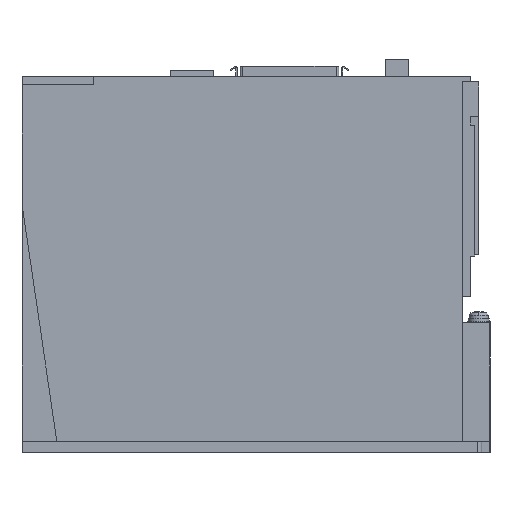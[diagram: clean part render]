
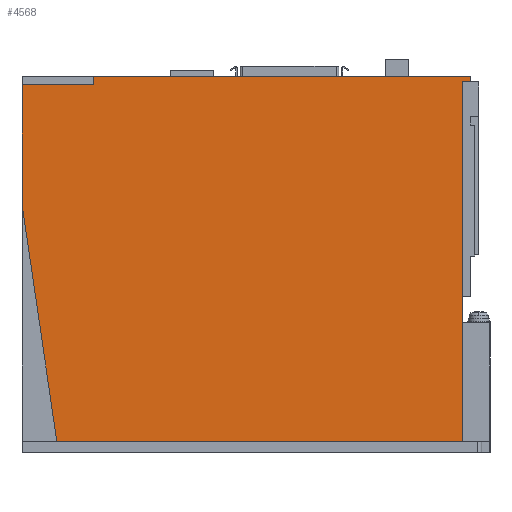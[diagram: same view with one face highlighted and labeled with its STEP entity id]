
A CAD part, left-side view. The second image highlights one B-rep face of the part: STEP entity #4568.
In plain terms, the highlighted planar face has unit normal (-1, 0, 0).
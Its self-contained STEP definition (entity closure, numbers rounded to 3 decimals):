
#812 = DIRECTION ( 'NONE',  ( 0., 0., -1. ) ) ;
#1616 = VECTOR ( 'NONE', #812, 1000. ) ;
#2071 = CARTESIAN_POINT ( 'NONE',  ( -20., -77., 131. ) ) ;
#2072 = DIRECTION ( 'NONE',  ( 0., 0., 1. ) ) ;
#2073 = DIRECTION ( 'NONE',  ( -1., 0., 0. ) ) ;
#2074 = CARTESIAN_POINT ( 'NONE',  ( -20., 84., 0. ) ) ;
#2075 = AXIS2_PLACEMENT_3D ( 'NONE', #2074, #2073, #2072 ) ;
#2076 = PLANE ( 'NONE',  #2075 ) ;
#2077 = FACE_OUTER_BOUND ( 'NONE', #4463, .T. ) ;
#2090 = CARTESIAN_POINT ( 'NONE',  ( -20., -77., 129. ) ) ;
#2172 = CARTESIAN_POINT ( 'NONE',  ( -20., 58.5, 131. ) ) ;
#2173 = LINE ( 'NONE', #2172, #1616 ) ;
#2175 = CARTESIAN_POINT ( 'NONE',  ( -20., 58.5, 128. ) ) ;
#2182 = DIRECTION ( 'NONE',  ( 0., -1., 0. ) ) ;
#2183 = VECTOR ( 'NONE', #2182, 1000. ) ;
#2184 = CARTESIAN_POINT ( 'NONE',  ( -20., 0., 131. ) ) ;
#2185 = LINE ( 'NONE', #2184, #2183 ) ;
#2186 = DIRECTION ( 'NONE',  ( 0., 0., 1. ) ) ;
#2187 = VECTOR ( 'NONE', #2186, 1000. ) ;
#2188 = CARTESIAN_POINT ( 'NONE',  ( -20., 84., 0. ) ) ;
#2189 = LINE ( 'NONE', #2188, #2187 ) ;
#2194 = DIRECTION ( 'NONE',  ( 0., -1., 0. ) ) ;
#2195 = VECTOR ( 'NONE', #2194, 1000. ) ;
#2196 = CARTESIAN_POINT ( 'NONE',  ( -20., 0., 128. ) ) ;
#2197 = LINE ( 'NONE', #2196, #2195 ) ;
#2220 = DIRECTION ( 'NONE',  ( 0., 0., -1. ) ) ;
#2221 = VECTOR ( 'NONE', #2220, 1000. ) ;
#2222 = CARTESIAN_POINT ( 'NONE',  ( -20., -77., 0. ) ) ;
#2223 = LINE ( 'NONE', #2222, #2221 ) ;
#2228 = CARTESIAN_POINT ( 'NONE',  ( -20., 84., 128. ) ) ;
#2229 = CARTESIAN_POINT ( 'NONE',  ( -20., 58.5, 131. ) ) ;
#2688 = DIRECTION ( 'NONE',  ( 0., 1., 0. ) ) ;
#2689 = VECTOR ( 'NONE', #2688, 1000. ) ;
#2690 = CARTESIAN_POINT ( 'NONE',  ( -20., -74., 129. ) ) ;
#2691 = LINE ( 'NONE', #2690, #2689 ) ;
#2696 = DIRECTION ( 'NONE',  ( 0., 0., 1. ) ) ;
#2697 = VECTOR ( 'NONE', #2696, 1000. ) ;
#2698 = CARTESIAN_POINT ( 'NONE',  ( -20., -74., 0. ) ) ;
#2699 = LINE ( 'NONE', #2698, #2697 ) ;
#2741 = CARTESIAN_POINT ( 'NONE',  ( -20., -74., 129. ) ) ;
#4123 = CARTESIAN_POINT ( 'NONE',  ( -20., 84., 85. ) ) ;
#4286 = CARTESIAN_POINT ( 'NONE',  ( -20., 71.5, 0. ) ) ;
#4292 = DIRECTION ( 'NONE',  ( 0., -0.145, -0.989 ) ) ;
#4293 = VECTOR ( 'NONE', #4292, 1000. ) ;
#4294 = CARTESIAN_POINT ( 'NONE',  ( -20., 84., 85. ) ) ;
#4295 = LINE ( 'NONE', #4294, #4293 ) ;
#4459 = VERTEX_POINT ( 'NONE', #2090 ) ;
#4463 = EDGE_LOOP ( 'NONE', ( #4473, #5257, #5177, #5150, #5138, #5092, #5115, #11691, #7113 ) ) ;
#4473 = ORIENTED_EDGE ( 'NONE', *, *, #5268, .F. ) ;
#4568 = ADVANCED_FACE ( 'NONE', ( #2077 ), #2076, .T. ) ;
#4575 = VERTEX_POINT ( 'NONE', #2071 ) ;
#5038 = EDGE_CURVE ( 'NONE', #5220, #5124, #2197, .T. ) ;
#5049 = EDGE_CURVE ( 'NONE', #8488, #5220, #2189, .T. ) ;
#5062 = EDGE_CURVE ( 'NONE', #5217, #4575, #2185, .T. ) ;
#5092 = ORIENTED_EDGE ( 'NONE', *, *, #8694, .T. ) ;
#5115 = ORIENTED_EDGE ( 'NONE', *, *, #11669, .T. ) ;
#5124 = VERTEX_POINT ( 'NONE', #2175 ) ;
#5138 = ORIENTED_EDGE ( 'NONE', *, *, #5049, .F. ) ;
#5150 = ORIENTED_EDGE ( 'NONE', *, *, #5038, .F. ) ;
#5177 = ORIENTED_EDGE ( 'NONE', *, *, #5181, .T. ) ;
#5181 = EDGE_CURVE ( 'NONE', #5217, #5124, #2173, .T. ) ;
#5217 = VERTEX_POINT ( 'NONE', #2229 ) ;
#5220 = VERTEX_POINT ( 'NONE', #2228 ) ;
#5257 = ORIENTED_EDGE ( 'NONE', *, *, #5062, .F. ) ;
#5268 = EDGE_CURVE ( 'NONE', #4575, #4459, #2223, .T. ) ;
#7105 = EDGE_CURVE ( 'NONE', #11665, #7116, #2699, .T. ) ;
#7107 = EDGE_CURVE ( 'NONE', #4459, #7116, #2691, .T. ) ;
#7113 = ORIENTED_EDGE ( 'NONE', *, *, #7107, .F. ) ;
#7116 = VERTEX_POINT ( 'NONE', #2741 ) ;
#8047 = DIRECTION ( 'NONE',  ( 0., -1., 0. ) ) ;
#8048 = VECTOR ( 'NONE', #8047, 1000. ) ;
#8049 = CARTESIAN_POINT ( 'NONE',  ( -20., 0., 0. ) ) ;
#8050 = LINE ( 'NONE', #8049, #8048 ) ;
#8051 = CARTESIAN_POINT ( 'NONE',  ( -20., -74., 0. ) ) ;
#8488 = VERTEX_POINT ( 'NONE', #4123 ) ;
#8694 = EDGE_CURVE ( 'NONE', #8488, #8707, #4295, .T. ) ;
#8707 = VERTEX_POINT ( 'NONE', #4286 ) ;
#11665 = VERTEX_POINT ( 'NONE', #8051 ) ;
#11669 = EDGE_CURVE ( 'NONE', #8707, #11665, #8050, .T. ) ;
#11691 = ORIENTED_EDGE ( 'NONE', *, *, #7105, .T. ) ;
